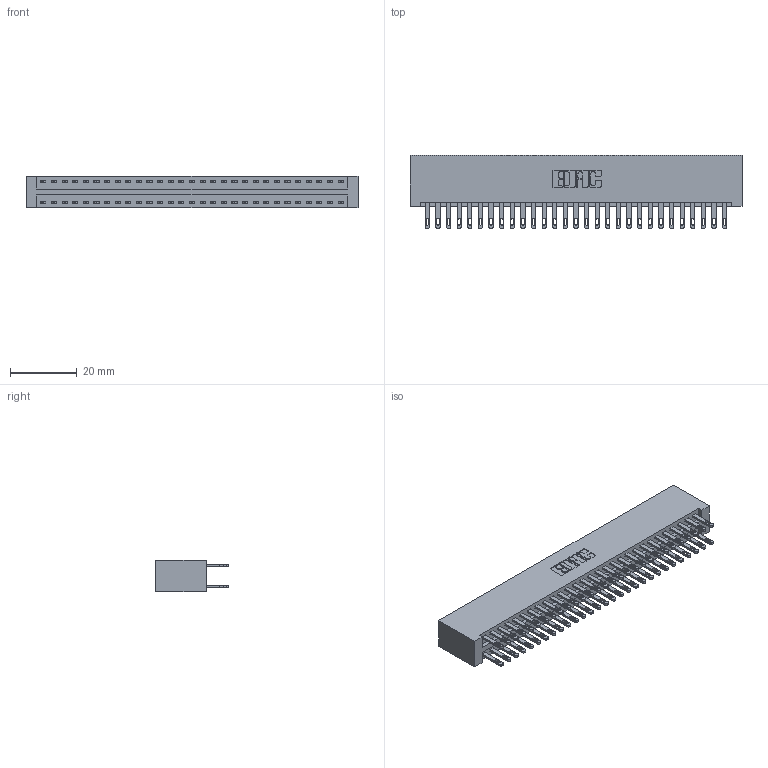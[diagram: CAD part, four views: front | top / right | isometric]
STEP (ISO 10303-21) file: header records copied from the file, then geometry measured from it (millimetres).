
FILE_DESCRIPTION (( 'STEP AP203' ), '1' );
FILE_NAME ('896-058-500-201.STEP', '2021-07-28T00:10:22', ( '' ), ( '' ), 'SwSTEP 2.0', 'SolidWorks 2020', '' );
FILE_SCHEMA (( 'CONFIG_CONTROL_DESIGN' ));
Length unit declared in the file: inch
Products named in the file (3): 896-058-500-201; 846 Part_No Mounting Lugs; 345-292-001_345-293-100
Assembly tree (59 placements, depth 2):
  896-058-500-201
    846 Part_No Mounting Lugs
    345-292-001_345-293-100  x58
Bounding box: 99.31 x 21.84 x 9.4 mm (x, y, z)
Volume: 10333.9 mm3; surface area: 14770.6 mm2
Topology: 59 solids, 59 shells, 2898 faces, 8831 edges, 5886 vertices
Faces by surface type: plane 1754, cylinder 1144
Entity records: 20329 total; most frequent: CARTESIAN_POINT 3364, ORIENTED_EDGE 3298, DIRECTION 3013, EDGE_CURVE 1649, VECTOR 1405, LINE 1405, VERTEX_POINT 1098, AXIS2_PLACEMENT_3D 804
